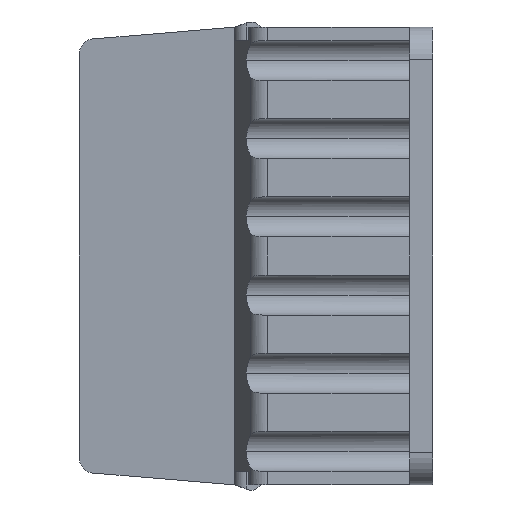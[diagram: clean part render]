
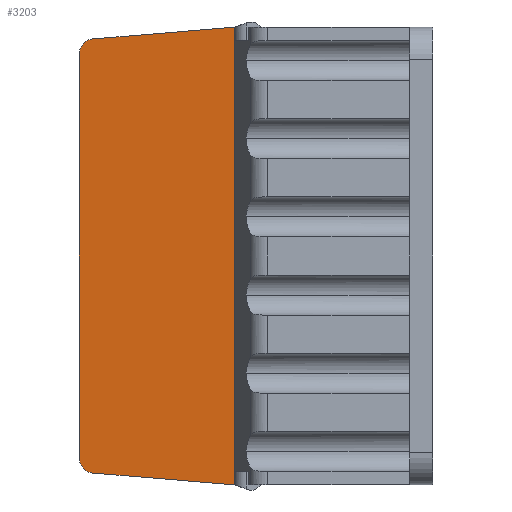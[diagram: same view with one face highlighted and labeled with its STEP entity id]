
A CAD part, front view. The second image highlights one B-rep face of the part: STEP entity #3203.
In plain terms, the highlighted planar face has unit normal (-0.092, -0.996, 0).
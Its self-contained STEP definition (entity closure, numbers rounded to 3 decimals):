
#96=DIRECTION('',(0.,0.,1.));
#97=VECTOR('',#96,0.7);
#98=CARTESIAN_POINT('',(-10.65,-1.225,-12.3));
#99=LINE('',#98,#97);
#100=DIRECTION('',(0.992,-0.092,-0.083));
#101=VECTOR('',#100,7.676);
#102=CARTESIAN_POINT('',(-18.267,-0.518,
-11.661));
#103=LINE('',#102,#101);
#104=CARTESIAN_POINT('',(-19.,-0.45,-10.864));
#105=CARTESIAN_POINT('',(-19.,-0.45,-10.987));
#106=CARTESIAN_POINT('',(-18.95,-0.455,
-11.186));
#107=CARTESIAN_POINT('',(-18.8,-0.469,
-11.416));
#108=CARTESIAN_POINT('',(-18.583,-0.489,
-11.585));
#109=CARTESIAN_POINT('',(-18.389,-0.507,
-11.651));
#110=CARTESIAN_POINT('',(-18.267,-0.518,
-11.661));
#112=DIRECTION('',(0.,0.,1.));
#113=VECTOR('',#112,21.729);
#114=CARTESIAN_POINT('',(-19.,-0.45,-10.864));
#115=LINE('',#114,#113);
#116=CARTESIAN_POINT('',(-18.267,-0.518,
11.661));
#117=CARTESIAN_POINT('',(-18.389,-0.507,
11.651));
#118=CARTESIAN_POINT('',(-18.583,-0.489,
11.585));
#119=CARTESIAN_POINT('',(-18.8,-0.469,
11.416));
#120=CARTESIAN_POINT('',(-18.95,-0.455,
11.186));
#121=CARTESIAN_POINT('',(-19.,-0.45,10.987));
#122=CARTESIAN_POINT('',(-19.,-0.45,10.864));
#124=DIRECTION('',(-0.992,0.092,-0.083));
#125=VECTOR('',#124,7.676);
#126=CARTESIAN_POINT('',(-10.65,-1.225,12.3));
#127=LINE('',#126,#125);
#128=DIRECTION('',(0.,0.,1.));
#129=VECTOR('',#128,0.7);
#130=CARTESIAN_POINT('',(-10.65,-1.225,11.6));
#131=LINE('',#130,#129);
#443=DIRECTION('',(0.,0.,1.));
#444=VECTOR('',#443,23.2);
#445=CARTESIAN_POINT('',(-10.65,-1.225,-11.6));
#446=LINE('',#445,#444);
#2520=VERTEX_POINT('',#104);
#2521=VERTEX_POINT('',#110);
#2526=CARTESIAN_POINT('',(-18.267,-0.518,
11.661));
#2528=VERTEX_POINT('',#2526);
#2530=VERTEX_POINT('',#122);
#3082=CARTESIAN_POINT('',(-10.65,-1.225,-12.3));
#3083=CARTESIAN_POINT('',(-10.65,-1.225,-11.6));
#3084=VERTEX_POINT('',#3082);
#3085=VERTEX_POINT('',#3083);
#3086=CARTESIAN_POINT('',(-10.65,-1.225,11.6));
#3087=CARTESIAN_POINT('',(-10.65,-1.225,12.3));
#3088=VERTEX_POINT('',#3086);
#3089=VERTEX_POINT('',#3087);
#3182=CARTESIAN_POINT('',(-19.,-0.45,-12.3));
#3183=DIRECTION('',(-0.092,-0.996,0.));
#3184=DIRECTION('',(0.996,-0.092,0.));
#3185=AXIS2_PLACEMENT_3D('',#3182,#3183,#3184);
#3186=PLANE('',#3185);
#3188=ORIENTED_EDGE('',*,*,#3187,.F.);
#3189=ORIENTED_EDGE('',*,*,#3144,.F.);
#3190=ORIENTED_EDGE('',*,*,#3173,.F.);
#3192=ORIENTED_EDGE('',*,*,#3191,.T.);
#3194=ORIENTED_EDGE('',*,*,#3193,.F.);
#3196=ORIENTED_EDGE('',*,*,#3195,.F.);
#3198=ORIENTED_EDGE('',*,*,#3197,.F.);
#3200=ORIENTED_EDGE('',*,*,#3199,.F.);
#3201=EDGE_LOOP('',(#3188,#3189,#3190,#3192,#3194,#3196,#3198,#3200));
#3202=FACE_OUTER_BOUND('',#3201,.F.);
#3203=ADVANCED_FACE('',(#3202),#3186,.T.);
#111=B_SPLINE_CURVE_WITH_KNOTS('',3,(#104,#105,#106,#107,#108,#109,#110),
.UNSPECIFIED.,.F.,.F.,(4,1,1,1,4),(0.,0.25,0.5,0.75,1.),
.UNSPECIFIED.);
#123=B_SPLINE_CURVE_WITH_KNOTS('',3,(#116,#117,#118,#119,#120,#121,#122),
.UNSPECIFIED.,.F.,.F.,(4,1,1,1,4),(0.,0.25,0.5,0.75,1.),
.UNSPECIFIED.);
#3144=EDGE_CURVE('',#2521,#3084,#103,.T.);
#3173=EDGE_CURVE('',#2520,#2521,#111,.T.);
#3187=EDGE_CURVE('',#3084,#3085,#99,.T.);
#3191=EDGE_CURVE('',#2520,#2530,#115,.T.);
#3193=EDGE_CURVE('',#2528,#2530,#123,.T.);
#3195=EDGE_CURVE('',#3089,#2528,#127,.T.);
#3197=EDGE_CURVE('',#3088,#3089,#131,.T.);
#3199=EDGE_CURVE('',#3085,#3088,#446,.T.);
